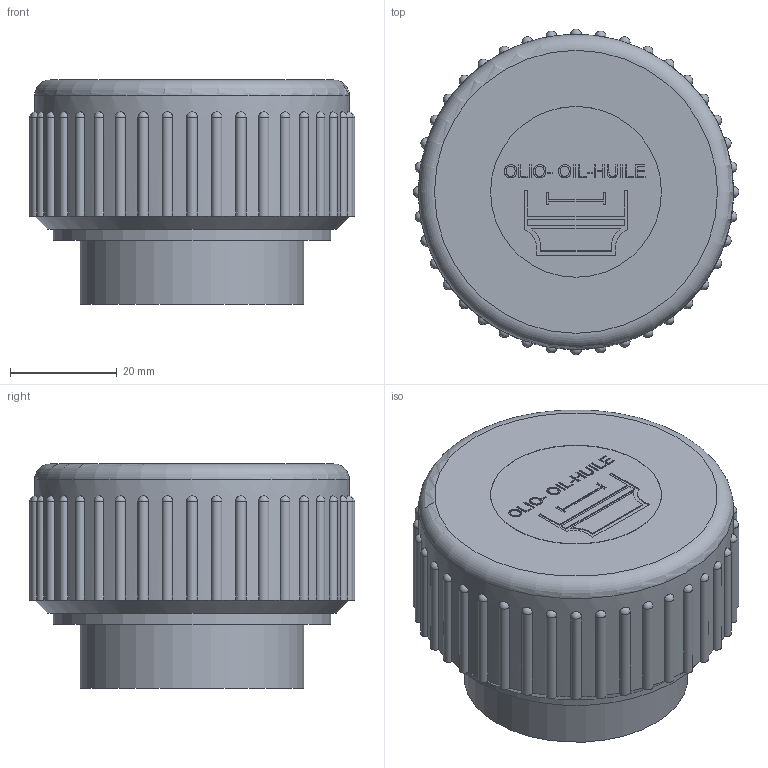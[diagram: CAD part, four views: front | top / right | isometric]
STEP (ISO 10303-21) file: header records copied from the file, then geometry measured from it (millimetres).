
FILE_DESCRIPTION( ( 'Unknown' ), '1' );
FILE_NAME( '6313060_TA6.stp', 'Unknown', ( 'Unknown' ), ( 'Unknown' ), 'PSStep 14.0', 'Unknown', ' ' );
FILE_SCHEMA( ( 'AUTOMOTIVE_DESIGN { 1 0 10303 214 1 1 1 1 }' ) );
Length unit declared in the file: millimetre
Products named in the file (1): 6313060
Bounding box: 60.99 x 60.99 x 42 mm (x, y, z)
Volume: 97303.6 mm3; surface area: 13340.5 mm2
Topology: 1 solids, 1 shells, 261 faces, 701 edges, 427 vertices
Faces by surface type: plane 162, cylinder 49, sphere 40, extrusion 8, torus 1, cone 1
Full cylindrical faces by diameter (mm): 5 x1, 32 x1, 41.91 x1, 52 x1, 59 x1
Entity records: 10373 total; most frequent: CARTESIAN_POINT 2271, DIRECTION 1245, ORIENTED_EDGE 1212, EDGE_CURVE 606, AXIS2_PLACEMENT_3D 433, VERTEX_POINT 385, VECTOR 379, LINE 371
